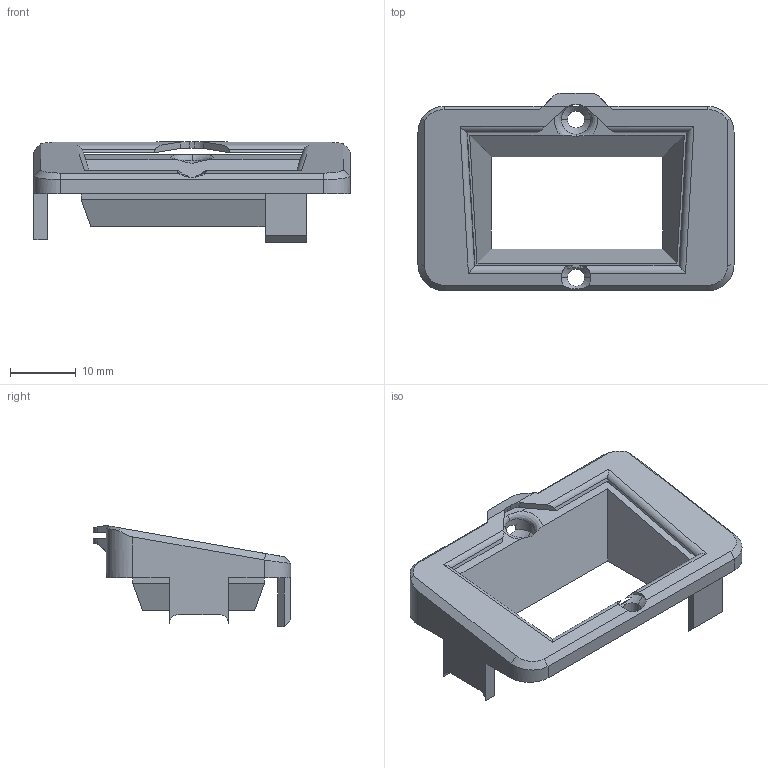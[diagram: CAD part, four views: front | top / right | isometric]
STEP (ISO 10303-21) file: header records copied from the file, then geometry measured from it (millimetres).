
FILE_DESCRIPTION (( 'STEP AP214' ), '1' );
FILE_NAME ('俋褲2.STEP', '2022-05-01T10:08:34', ( '' ), ( '' ), 'SwSTEP 2.0', 'SolidWorks 2021', '' );
FILE_SCHEMA (( 'AUTOMOTIVE_DESIGN' ));
Length unit declared in the file: millimetre
Products named in the file (1): 俋褲2
Bounding box: 48 x 30 x 15.34 mm (x, y, z)
Volume: 4808.8 mm3; surface area: 4465.7 mm2
Topology: 2 solids, 2 shells, 105 faces, 300 edges, 193 vertices
Faces by surface type: plane 68, cylinder 27, bspline 6, cone 4
Entity records: 3912 total; most frequent: CARTESIAN_POINT 1279, ORIENTED_EDGE 600, DIRECTION 466, EDGE_CURVE 300, VECTOR 200, LINE 200, VERTEX_POINT 193, AXIS2_PLACEMENT_3D 133
